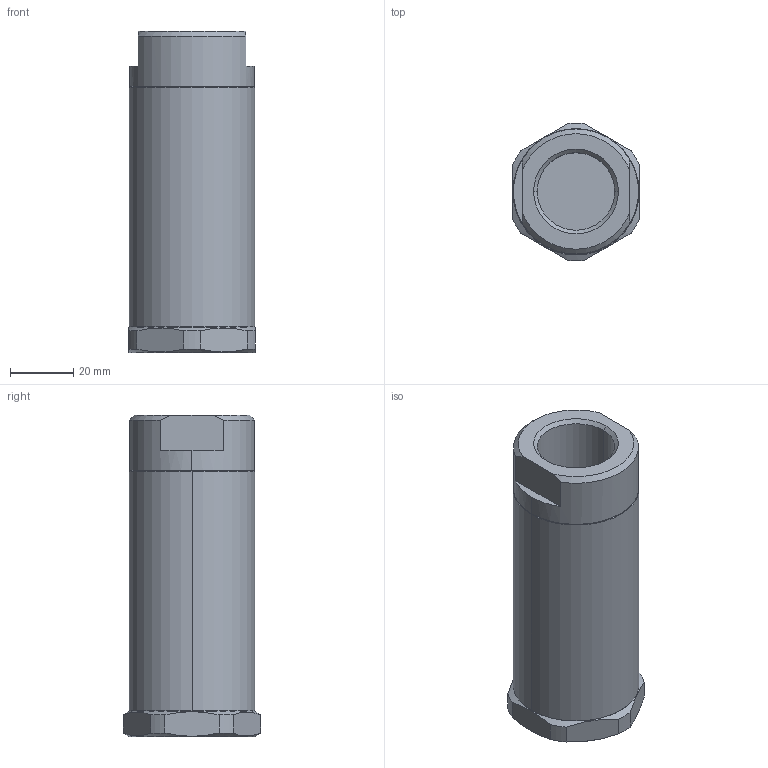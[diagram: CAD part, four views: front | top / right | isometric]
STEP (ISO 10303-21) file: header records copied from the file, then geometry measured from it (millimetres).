
FILE_DESCRIPTION (( 'STEP AP214' ), '1' );
FILE_NAME ('1718132 toolreg 3-4 2bar ig-ig.STEP', '2021-10-22T14:35:42', ( '' ), ( '' ), 'SwSTEP 2.0', 'SolidWorks 2021', '' );
FILE_SCHEMA (( 'AUTOMOTIVE_DESIGN' ));
Length unit declared in the file: millimetre
Products named in the file (1): 1718132 toolreg 3-4 2bar ig-ig
Bounding box: 40 x 43.47 x 101.5 mm (x, y, z)
Volume: 105680.4 mm3; surface area: 18484.3 mm2
Topology: 1 solids, 1 shells, 52 faces, 126 edges, 80 vertices
Faces by surface type: plane 19, cylinder 17, cone 16
Entity records: 2276 total; most frequent: CARTESIAN_POINT 487, ORIENTED_EDGE 252, DIRECTION 250, EDGE_CURVE 126, AXIS2_PLACEMENT_3D 99, VERTEX_POINT 80, EDGE_LOOP 56, UNCERTAINTY_MEASURE_WITH_UNIT 53
